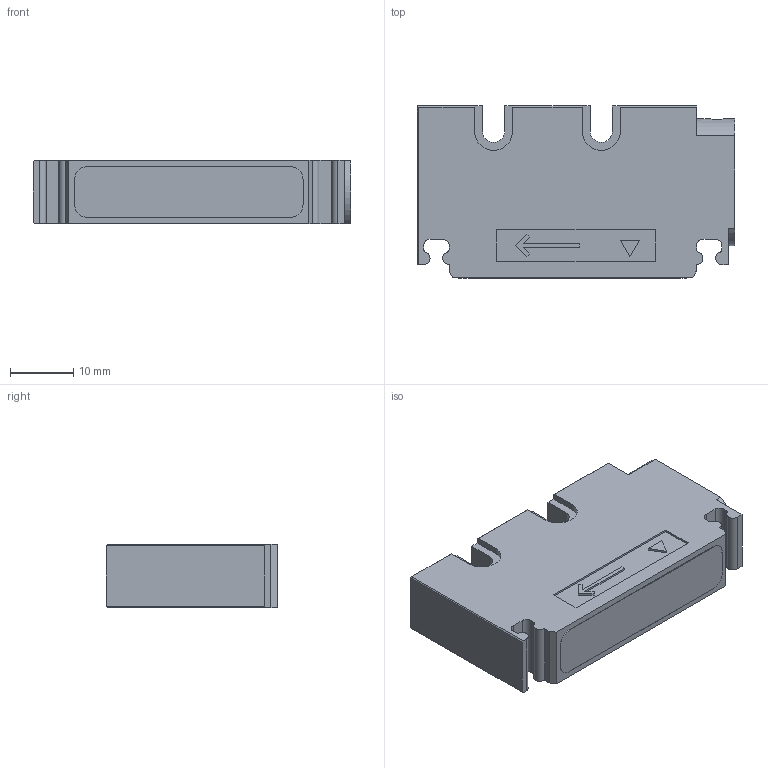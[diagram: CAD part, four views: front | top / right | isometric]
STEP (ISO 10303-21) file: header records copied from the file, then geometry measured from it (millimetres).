
FILE_DESCRIPTION (( 'STEP AP203' ), '1' );
FILE_NAME ('PM-X-XX-XX-V-XX.STEP', '2014-02-26T03:39:22', ( 'user' ), ( '' ), 'SwSTEP 2.0', 'SolidWorks 2010', '' );
FILE_SCHEMA (( 'CONFIG_CONTROL_DESIGN' ));
Length unit declared in the file: millimetre
Products named in the file (1): PM-X-XX-XX-V-XX
Bounding box: 50 x 27.1 x 10 mm (x, y, z)
Volume: 6438.3 mm3; surface area: 7151.1 mm2
Topology: 2 solids, 2 shells, 155 faces, 439 edges, 292 vertices
Faces by surface type: plane 108, cylinder 47
Entity records: 5216 total; most frequent: CARTESIAN_POINT 1029, ORIENTED_EDGE 878, DIRECTION 833, EDGE_CURVE 439, VECTOR 333, LINE 333, VERTEX_POINT 292, AXIS2_PLACEMENT_3D 250
